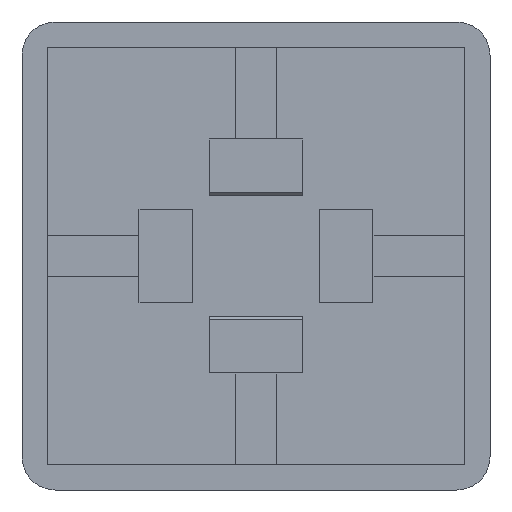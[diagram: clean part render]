
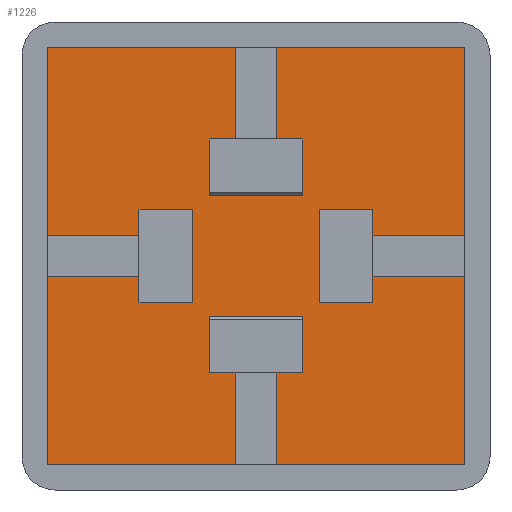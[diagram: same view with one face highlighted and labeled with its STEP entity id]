
A CAD part, front view. The second image highlights one B-rep face of the part: STEP entity #1226.
In plain terms, the highlighted planar face has unit normal (0, -1, 0).
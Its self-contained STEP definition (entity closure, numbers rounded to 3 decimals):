
#52=FACE_OUTER_BOUND('',#117,.T.);
#117=EDGE_LOOP('',(#912,#913,#914,#915,#916,#917,#918,#919,#920,#921,#922,
#923,#924,#925,#926,#927,#928,#929,#930,#931,#932,#933,#934,#935,#936,#937,
#938,#939,#940,#941,#942,#943,#944,#945,#946,#947));
#204=LINE('',#1780,#373);
#207=LINE('',#1785,#376);
#224=LINE('',#1822,#393);
#226=LINE('',#1827,#395);
#227=LINE('',#1829,#396);
#228=LINE('',#1831,#397);
#229=LINE('',#1833,#398);
#230=LINE('',#1835,#399);
#231=LINE('',#1837,#400);
#232=LINE('',#1839,#401);
#233=LINE('',#1841,#402);
#234=LINE('',#1843,#403);
#235=LINE('',#1845,#404);
#236=LINE('',#1846,#405);
#237=LINE('',#1848,#406);
#238=LINE('',#1850,#407);
#239=LINE('',#1852,#408);
#240=LINE('',#1854,#409);
#241=LINE('',#1856,#410);
#242=LINE('',#1857,#411);
#243=LINE('',#1859,#412);
#244=LINE('',#1861,#413);
#245=LINE('',#1863,#414);
#246=LINE('',#1865,#415);
#247=LINE('',#1867,#416);
#248=LINE('',#1869,#417);
#249=LINE('',#1871,#418);
#250=LINE('',#1873,#419);
#251=LINE('',#1875,#420);
#252=LINE('',#1877,#421);
#253=LINE('',#1879,#422);
#254=LINE('',#1881,#423);
#255=LINE('',#1883,#424);
#256=LINE('',#1885,#425);
#257=LINE('',#1887,#426);
#258=LINE('',#1888,#427);
#373=VECTOR('',#1452,5.65);
#376=VECTOR('',#1455,5.65);
#393=VECTOR('',#1482,2.75);
#395=VECTOR('',#1486,2.75);
#396=VECTOR('',#1487,5.65);
#397=VECTOR('',#1488,5.65);
#398=VECTOR('',#1489,2.75);
#399=VECTOR('',#1490,0.8);
#400=VECTOR('',#1491,1.6);
#401=VECTOR('',#1492,2.8);
#402=VECTOR('',#1493,1.6);
#403=VECTOR('',#1494,0.8);
#404=VECTOR('',#1495,2.75);
#405=VECTOR('',#1496,5.65);
#406=VECTOR('',#1497,0.8);
#407=VECTOR('',#1498,1.6);
#408=VECTOR('',#1499,2.8);
#409=VECTOR('',#1500,1.6);
#410=VECTOR('',#1501,0.8);
#411=VECTOR('',#1502,2.75);
#412=VECTOR('',#1503,5.65);
#413=VECTOR('',#1504,2.75);
#414=VECTOR('',#1505,0.8);
#415=VECTOR('',#1506,1.6);
#416=VECTOR('',#1507,2.8);
#417=VECTOR('',#1508,1.6);
#418=VECTOR('',#1509,0.8);
#419=VECTOR('',#1510,2.75);
#420=VECTOR('',#1511,5.65);
#421=VECTOR('',#1512,5.65);
#422=VECTOR('',#1513,2.75);
#423=VECTOR('',#1514,0.8);
#424=VECTOR('',#1515,1.6);
#425=VECTOR('',#1516,2.8);
#426=VECTOR('',#1517,1.6);
#427=VECTOR('',#1518,0.8);
#535=VERTEX_POINT('',#1777);
#536=VERTEX_POINT('',#1779);
#537=VERTEX_POINT('',#1782);
#538=VERTEX_POINT('',#1784);
#553=VERTEX_POINT('',#1821);
#554=VERTEX_POINT('',#1825);
#555=VERTEX_POINT('',#1826);
#556=VERTEX_POINT('',#1828);
#557=VERTEX_POINT('',#1830);
#558=VERTEX_POINT('',#1832);
#559=VERTEX_POINT('',#1834);
#560=VERTEX_POINT('',#1836);
#561=VERTEX_POINT('',#1838);
#562=VERTEX_POINT('',#1840);
#563=VERTEX_POINT('',#1842);
#564=VERTEX_POINT('',#1844);
#565=VERTEX_POINT('',#1847);
#566=VERTEX_POINT('',#1849);
#567=VERTEX_POINT('',#1851);
#568=VERTEX_POINT('',#1853);
#569=VERTEX_POINT('',#1855);
#570=VERTEX_POINT('',#1858);
#571=VERTEX_POINT('',#1860);
#572=VERTEX_POINT('',#1862);
#573=VERTEX_POINT('',#1864);
#574=VERTEX_POINT('',#1866);
#575=VERTEX_POINT('',#1868);
#576=VERTEX_POINT('',#1870);
#577=VERTEX_POINT('',#1872);
#578=VERTEX_POINT('',#1874);
#579=VERTEX_POINT('',#1876);
#580=VERTEX_POINT('',#1878);
#581=VERTEX_POINT('',#1880);
#582=VERTEX_POINT('',#1882);
#583=VERTEX_POINT('',#1884);
#584=VERTEX_POINT('',#1886);
#668=EDGE_CURVE('',#536,#535,#204,.T.);
#671=EDGE_CURVE('',#538,#537,#207,.T.);
#688=EDGE_CURVE('',#535,#553,#224,.T.);
#690=EDGE_CURVE('',#554,#555,#226,.T.);
#691=EDGE_CURVE('',#554,#556,#227,.T.);
#692=EDGE_CURVE('',#556,#557,#228,.T.);
#693=EDGE_CURVE('',#557,#558,#229,.T.);
#694=EDGE_CURVE('',#559,#558,#230,.T.);
#695=EDGE_CURVE('',#559,#560,#231,.T.);
#696=EDGE_CURVE('',#561,#560,#232,.T.);
#697=EDGE_CURVE('',#561,#562,#233,.T.);
#698=EDGE_CURVE('',#563,#562,#234,.T.);
#699=EDGE_CURVE('',#564,#563,#235,.T.);
#700=EDGE_CURVE('',#564,#536,#236,.T.);
#701=EDGE_CURVE('',#565,#553,#237,.T.);
#702=EDGE_CURVE('',#565,#566,#238,.T.);
#703=EDGE_CURVE('',#567,#566,#239,.T.);
#704=EDGE_CURVE('',#567,#568,#240,.T.);
#705=EDGE_CURVE('',#569,#568,#241,.T.);
#706=EDGE_CURVE('',#538,#569,#242,.T.);
#707=EDGE_CURVE('',#537,#570,#243,.T.);
#708=EDGE_CURVE('',#570,#571,#244,.T.);
#709=EDGE_CURVE('',#572,#571,#245,.T.);
#710=EDGE_CURVE('',#572,#573,#246,.T.);
#711=EDGE_CURVE('',#574,#573,#247,.T.);
#712=EDGE_CURVE('',#574,#575,#248,.T.);
#713=EDGE_CURVE('',#576,#575,#249,.T.);
#714=EDGE_CURVE('',#577,#576,#250,.T.);
#715=EDGE_CURVE('',#577,#578,#251,.T.);
#716=EDGE_CURVE('',#578,#579,#252,.T.);
#717=EDGE_CURVE('',#579,#580,#253,.T.);
#718=EDGE_CURVE('',#581,#580,#254,.T.);
#719=EDGE_CURVE('',#581,#582,#255,.T.);
#720=EDGE_CURVE('',#583,#582,#256,.T.);
#721=EDGE_CURVE('',#583,#584,#257,.T.);
#722=EDGE_CURVE('',#555,#584,#258,.T.);
#912=ORIENTED_EDGE('',*,*,#690,.F.);
#913=ORIENTED_EDGE('',*,*,#691,.T.);
#914=ORIENTED_EDGE('',*,*,#692,.T.);
#915=ORIENTED_EDGE('',*,*,#693,.T.);
#916=ORIENTED_EDGE('',*,*,#694,.F.);
#917=ORIENTED_EDGE('',*,*,#695,.T.);
#918=ORIENTED_EDGE('',*,*,#696,.F.);
#919=ORIENTED_EDGE('',*,*,#697,.T.);
#920=ORIENTED_EDGE('',*,*,#698,.F.);
#921=ORIENTED_EDGE('',*,*,#699,.F.);
#922=ORIENTED_EDGE('',*,*,#700,.T.);
#923=ORIENTED_EDGE('',*,*,#668,.T.);
#924=ORIENTED_EDGE('',*,*,#688,.T.);
#925=ORIENTED_EDGE('',*,*,#701,.F.);
#926=ORIENTED_EDGE('',*,*,#702,.T.);
#927=ORIENTED_EDGE('',*,*,#703,.F.);
#928=ORIENTED_EDGE('',*,*,#704,.T.);
#929=ORIENTED_EDGE('',*,*,#705,.F.);
#930=ORIENTED_EDGE('',*,*,#706,.F.);
#931=ORIENTED_EDGE('',*,*,#671,.T.);
#932=ORIENTED_EDGE('',*,*,#707,.T.);
#933=ORIENTED_EDGE('',*,*,#708,.T.);
#934=ORIENTED_EDGE('',*,*,#709,.F.);
#935=ORIENTED_EDGE('',*,*,#710,.T.);
#936=ORIENTED_EDGE('',*,*,#711,.F.);
#937=ORIENTED_EDGE('',*,*,#712,.T.);
#938=ORIENTED_EDGE('',*,*,#713,.F.);
#939=ORIENTED_EDGE('',*,*,#714,.F.);
#940=ORIENTED_EDGE('',*,*,#715,.T.);
#941=ORIENTED_EDGE('',*,*,#716,.T.);
#942=ORIENTED_EDGE('',*,*,#717,.T.);
#943=ORIENTED_EDGE('',*,*,#718,.F.);
#944=ORIENTED_EDGE('',*,*,#719,.T.);
#945=ORIENTED_EDGE('',*,*,#720,.F.);
#946=ORIENTED_EDGE('',*,*,#721,.T.);
#947=ORIENTED_EDGE('',*,*,#722,.F.);
#1164=PLANE('',#1311);
#1226=ADVANCED_FACE('',(#52),#1164,.T.);
#1311=AXIS2_PLACEMENT_3D('',#1824,#1484,#1485);
#1452=DIRECTION('',(-1.,0.,0.));
#1455=DIRECTION('',(-1.,0.,0.));
#1482=DIRECTION('',(0.,0.,-1.));
#1484=DIRECTION('center_axis',(0.,-1.,0.));
#1485=DIRECTION('ref_axis',(-1.,0.,0.));
#1486=DIRECTION('',(0.,0.,1.));
#1487=DIRECTION('',(1.,0.,0.));
#1488=DIRECTION('',(0.,0.,1.));
#1489=DIRECTION('',(-1.,0.,0.));
#1490=DIRECTION('',(0.,0.,1.));
#1491=DIRECTION('',(-1.,0.,0.));
#1492=DIRECTION('',(0.,0.,-1.));
#1493=DIRECTION('',(1.,0.,0.));
#1494=DIRECTION('',(0.,0.,1.));
#1495=DIRECTION('',(-1.,0.,0.));
#1496=DIRECTION('',(0.,0.,1.));
#1497=DIRECTION('',(-1.,0.,0.));
#1498=DIRECTION('',(0.,0.,-1.));
#1499=DIRECTION('',(1.,0.,0.));
#1500=DIRECTION('',(0.,0.,1.));
#1501=DIRECTION('',(-1.,0.,0.));
#1502=DIRECTION('',(0.,0.,-1.));
#1503=DIRECTION('',(0.,0.,-1.));
#1504=DIRECTION('',(1.,0.,0.));
#1505=DIRECTION('',(0.,0.,-1.));
#1506=DIRECTION('',(1.,0.,0.));
#1507=DIRECTION('',(0.,0.,1.));
#1508=DIRECTION('',(-1.,0.,0.));
#1509=DIRECTION('',(0.,0.,-1.));
#1510=DIRECTION('',(1.,0.,0.));
#1511=DIRECTION('',(0.,0.,-1.));
#1512=DIRECTION('',(1.,0.,0.));
#1513=DIRECTION('',(0.,0.,1.));
#1514=DIRECTION('',(1.,0.,0.));
#1515=DIRECTION('',(0.,0.,1.));
#1516=DIRECTION('',(-1.,0.,0.));
#1517=DIRECTION('',(0.,0.,-1.));
#1518=DIRECTION('',(1.,0.,0.));
#1777=CARTESIAN_POINT('',(0.6,1.,6.25));
#1779=CARTESIAN_POINT('',(6.25,1.,6.25));
#1780=CARTESIAN_POINT('',(6.25,1.,6.25));
#1782=CARTESIAN_POINT('',(-6.25,1.,6.25));
#1784=CARTESIAN_POINT('',(-0.6,1.,6.25));
#1785=CARTESIAN_POINT('',(-0.6,1.,6.25));
#1821=CARTESIAN_POINT('',(0.6,1.,3.5));
#1822=CARTESIAN_POINT('',(0.6,1.,6.25));
#1824=CARTESIAN_POINT('Origin',(0.,1.,0.));
#1825=CARTESIAN_POINT('',(0.6,1.,-6.25));
#1826=CARTESIAN_POINT('',(0.6,1.,-3.5));
#1827=CARTESIAN_POINT('',(0.6,1.,-6.25));
#1828=CARTESIAN_POINT('',(6.25,1.,-6.25));
#1829=CARTESIAN_POINT('',(0.6,1.,-6.25));
#1830=CARTESIAN_POINT('',(6.25,1.,-0.6));
#1831=CARTESIAN_POINT('',(6.25,1.,-6.25));
#1832=CARTESIAN_POINT('',(3.5,1.,-0.6));
#1833=CARTESIAN_POINT('',(6.25,1.,-0.6));
#1834=CARTESIAN_POINT('',(3.5,1.,-1.4));
#1835=CARTESIAN_POINT('',(3.5,1.,-1.4));
#1836=CARTESIAN_POINT('',(1.9,1.,-1.4));
#1837=CARTESIAN_POINT('',(3.5,1.,-1.4));
#1838=CARTESIAN_POINT('',(1.9,1.,1.4));
#1839=CARTESIAN_POINT('',(1.9,1.,1.4));
#1840=CARTESIAN_POINT('',(3.5,1.,1.4));
#1841=CARTESIAN_POINT('',(1.9,1.,1.4));
#1842=CARTESIAN_POINT('',(3.5,1.,0.6));
#1843=CARTESIAN_POINT('',(3.5,1.,0.6));
#1844=CARTESIAN_POINT('',(6.25,1.,0.6));
#1845=CARTESIAN_POINT('',(6.25,1.,0.6));
#1846=CARTESIAN_POINT('',(6.25,1.,0.6));
#1847=CARTESIAN_POINT('',(1.4,1.,3.5));
#1848=CARTESIAN_POINT('',(1.4,1.,3.5));
#1849=CARTESIAN_POINT('',(1.4,1.,1.9));
#1850=CARTESIAN_POINT('',(1.4,1.,3.5));
#1851=CARTESIAN_POINT('',(-1.4,1.,1.9));
#1852=CARTESIAN_POINT('',(-1.4,1.,1.9));
#1853=CARTESIAN_POINT('',(-1.4,1.,3.5));
#1854=CARTESIAN_POINT('',(-1.4,1.,1.9));
#1855=CARTESIAN_POINT('',(-0.6,1.,3.5));
#1856=CARTESIAN_POINT('',(-0.6,1.,3.5));
#1857=CARTESIAN_POINT('',(-0.6,1.,6.25));
#1858=CARTESIAN_POINT('',(-6.25,1.,0.6));
#1859=CARTESIAN_POINT('',(-6.25,1.,6.25));
#1860=CARTESIAN_POINT('',(-3.5,1.,0.6));
#1861=CARTESIAN_POINT('',(-6.25,1.,0.6));
#1862=CARTESIAN_POINT('',(-3.5,1.,1.4));
#1863=CARTESIAN_POINT('',(-3.5,1.,1.4));
#1864=CARTESIAN_POINT('',(-1.9,1.,1.4));
#1865=CARTESIAN_POINT('',(-3.5,1.,1.4));
#1866=CARTESIAN_POINT('',(-1.9,1.,-1.4));
#1867=CARTESIAN_POINT('',(-1.9,1.,-1.4));
#1868=CARTESIAN_POINT('',(-3.5,1.,-1.4));
#1869=CARTESIAN_POINT('',(-1.9,1.,-1.4));
#1870=CARTESIAN_POINT('',(-3.5,1.,-0.6));
#1871=CARTESIAN_POINT('',(-3.5,1.,-0.6));
#1872=CARTESIAN_POINT('',(-6.25,1.,-0.6));
#1873=CARTESIAN_POINT('',(-6.25,1.,-0.6));
#1874=CARTESIAN_POINT('',(-6.25,1.,-6.25));
#1875=CARTESIAN_POINT('',(-6.25,1.,-0.6));
#1876=CARTESIAN_POINT('',(-0.6,1.,-6.25));
#1877=CARTESIAN_POINT('',(-6.25,1.,-6.25));
#1878=CARTESIAN_POINT('',(-0.6,1.,-3.5));
#1879=CARTESIAN_POINT('',(-0.6,1.,-6.25));
#1880=CARTESIAN_POINT('',(-1.4,1.,-3.5));
#1881=CARTESIAN_POINT('',(-1.4,1.,-3.5));
#1882=CARTESIAN_POINT('',(-1.4,1.,-1.9));
#1883=CARTESIAN_POINT('',(-1.4,1.,-3.5));
#1884=CARTESIAN_POINT('',(1.4,1.,-1.9));
#1885=CARTESIAN_POINT('',(1.4,1.,-1.9));
#1886=CARTESIAN_POINT('',(1.4,1.,-3.5));
#1887=CARTESIAN_POINT('',(1.4,1.,-1.9));
#1888=CARTESIAN_POINT('',(0.6,1.,-3.5));
